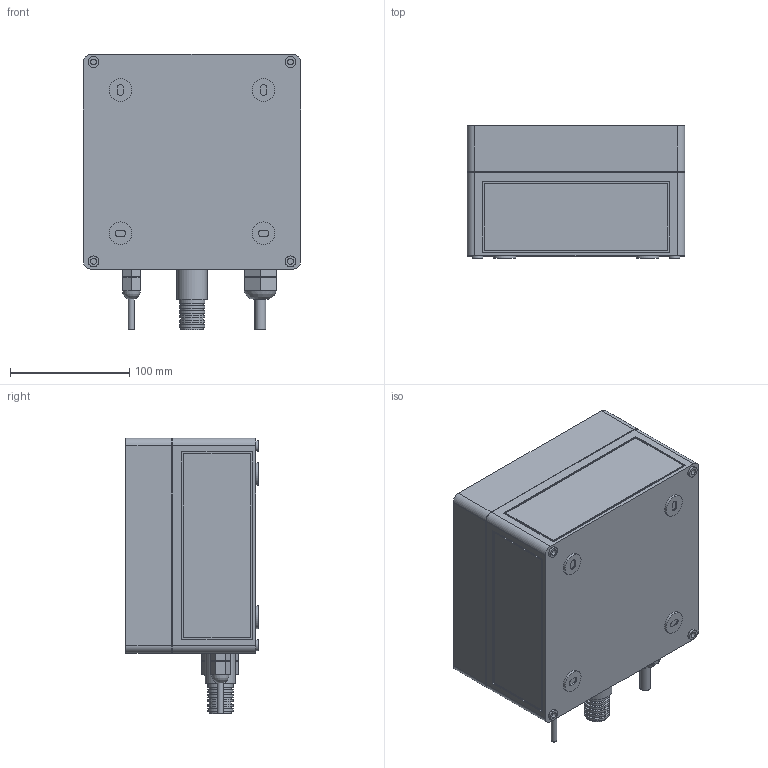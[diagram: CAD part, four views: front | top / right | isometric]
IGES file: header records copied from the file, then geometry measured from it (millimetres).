
Start section: SolidWorks IGES file using analytic representation for surfaces
Global section: file name: ELECTRONIC THERMOSTAT PACKAGE.IGS; native system: SolidWorks 2016; preprocessor: SolidWorks 2016; author: Aman; date: 200106.210943; units: inch
Bounding box: 182 x 111 x 230.8 mm (x, y, z)
Surface area: 162023.1 mm2 (no closed solid volume)
Topology: 0 solids, 0 shells, 227 faces, 1362 edges, 1703 vertices
Faces by surface type: bspline 172, revolution 55
